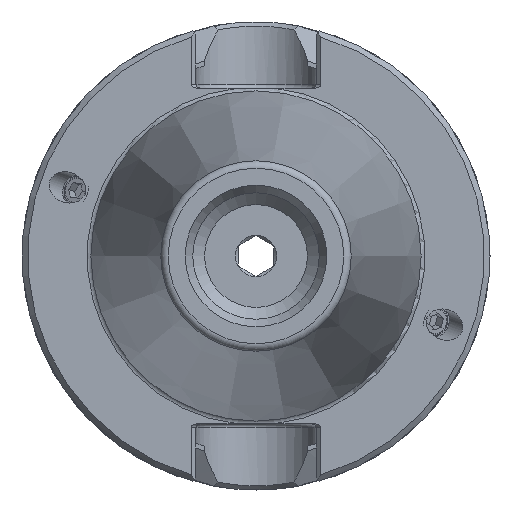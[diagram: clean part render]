
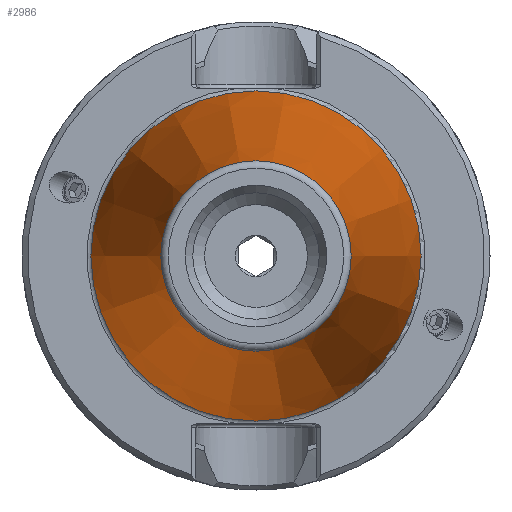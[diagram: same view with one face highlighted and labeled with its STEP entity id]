
A CAD part, left-side view. The second image highlights one B-rep face of the part: STEP entity #2986.
In plain terms, the highlighted conical face has half-angle 8.297 degrees and reference radius 17.456 mm.
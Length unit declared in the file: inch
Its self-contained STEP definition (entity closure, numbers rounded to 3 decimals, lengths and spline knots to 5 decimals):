
#433=CONICAL_SURFACE('',#3243,0.68724,8.297);
#713=FACE_BOUND('',#1176,.T.);
#788=CIRCLE('',#3226,0.875);
#796=CIRCLE('',#3241,0.50448);
#944=FACE_OUTER_BOUND('',#1175,.T.);
#1175=EDGE_LOOP('',(#2298));
#1176=EDGE_LOOP('',(#2299));
#1455=VERTEX_POINT('',#4851);
#1463=VERTEX_POINT('',#4874);
#1777=EDGE_CURVE('',#1455,#1455,#788,.T.);
#1785=EDGE_CURVE('',#1463,#1463,#796,.T.);
#2298=ORIENTED_EDGE('',*,*,#1777,.T.);
#2299=ORIENTED_EDGE('',*,*,#1785,.F.);
#2986=ADVANCED_FACE('',(#944,#713),#433,.T.);
#3226=AXIS2_PLACEMENT_3D('',#4852,#3728,#3729);
#3241=AXIS2_PLACEMENT_3D('',#4875,#3758,#3759);
#3243=AXIS2_PLACEMENT_3D('',#4877,#3762,#3763);
#3728=DIRECTION('center_axis',(-1.,0.,0.));
#3729=DIRECTION('ref_axis',(0.,1.,0.));
#3758=DIRECTION('center_axis',(-1.,0.,0.));
#3759=DIRECTION('ref_axis',(0.,-1.,0.));
#3762=DIRECTION('center_axis',(1.,0.,0.));
#3763=DIRECTION('ref_axis',(0.,1.,0.));
#4851=CARTESIAN_POINT('',(0.00001,0.875,0.));
#4852=CARTESIAN_POINT('Origin',(0.00001,0.,0.));
#4874=CARTESIAN_POINT('',(-2.54077,0.50448,0.));
#4875=CARTESIAN_POINT('Origin',(-2.54077,0.,
0.));
#4877=CARTESIAN_POINT('Origin',(-1.2875,0.,0.));
